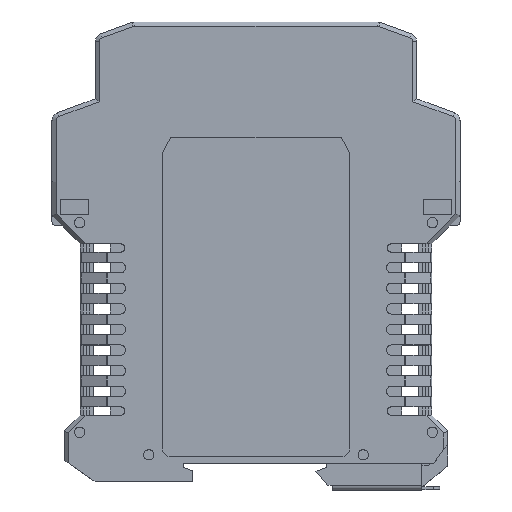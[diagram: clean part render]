
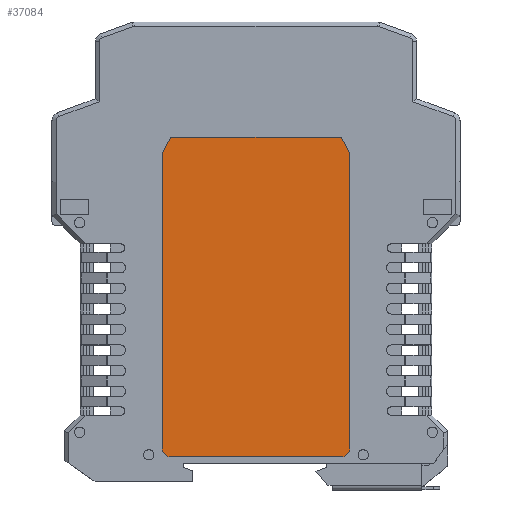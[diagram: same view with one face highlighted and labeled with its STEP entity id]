
A CAD part, top view. The second image highlights one B-rep face of the part: STEP entity #37084.
In plain terms, the highlighted planar face has unit normal (0, 0, 1).
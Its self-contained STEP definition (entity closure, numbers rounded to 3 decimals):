
#17465=DIRECTION('',(-1.,0.,0.));
#17466=VECTOR('',#17465,41.5);
#17467=CARTESIAN_POINT('',(-2467.902,-4670.233,-0.3));
#17468=LINE('',#17467,#17466);
#17469=CARTESIAN_POINT('',(-2509.402,-4668.233,-0.3));
#17470=DIRECTION('',(0.,0.,-1.));
#17471=DIRECTION('',(0.,-1.,0.));
#17472=AXIS2_PLACEMENT_3D('',#17469,#17470,#17471);
#17474=DIRECTION('',(0.,1.,0.));
#17475=VECTOR('',#17474,71.5);
#17476=CARTESIAN_POINT('',(-2511.402,-4668.233,-0.3));
#17477=LINE('',#17476,#17475);
#17478=DIRECTION('',(0.454,0.891,0.));
#17479=VECTOR('',#17478,4.489);
#17480=CARTESIAN_POINT('',(-2511.402,-4596.733,-0.3));
#17481=LINE('',#17480,#17479);
#17482=DIRECTION('',(1.,0.,0.));
#17483=VECTOR('',#17482,41.424);
#17484=CARTESIAN_POINT('',(-2509.363,-4592.733,-0.3));
#17485=LINE('',#17484,#17483);
#17486=DIRECTION('',(0.454,-0.891,0.));
#17487=VECTOR('',#17486,4.489);
#17488=CARTESIAN_POINT('',(-2467.94,-4592.733,-0.3));
#17489=LINE('',#17488,#17487);
#17490=DIRECTION('',(0.,-1.,0.));
#17491=VECTOR('',#17490,71.5);
#17492=CARTESIAN_POINT('',(-2465.902,-4596.733,-0.3));
#17493=LINE('',#17492,#17491);
#17494=CARTESIAN_POINT('',(-2467.902,-4668.233,-0.3));
#17495=DIRECTION('',(0.,0.,-1.));
#17496=DIRECTION('',(1.,0.,0.));
#17497=AXIS2_PLACEMENT_3D('',#17494,#17495,#17496);
#30285=CARTESIAN_POINT('',(-2509.363,-4592.733,-0.3));
#30286=CARTESIAN_POINT('',(-2467.94,-4592.733,-0.3));
#30287=VERTEX_POINT('',#30285);
#30288=VERTEX_POINT('',#30286);
#30519=CARTESIAN_POINT('',(-2509.402,-4670.233,-0.3));
#30520=VERTEX_POINT('',#30519);
#30644=CARTESIAN_POINT('',(-2467.902,-4670.233,-0.3));
#30646=VERTEX_POINT('',#30644);
#30657=CARTESIAN_POINT('',(-2511.402,-4668.233,-0.3));
#30658=VERTEX_POINT('',#30657);
#31163=CARTESIAN_POINT('',(-2511.402,-4596.733,-0.3));
#31164=VERTEX_POINT('',#31163);
#31995=CARTESIAN_POINT('',(-2465.902,-4596.733,-0.3));
#31996=CARTESIAN_POINT('',(-2465.902,-4668.233,-0.3));
#31997=VERTEX_POINT('',#31995);
#31998=VERTEX_POINT('',#31996);
#37062=CARTESIAN_POINT('',(0.,0.,-0.3));
#37063=DIRECTION('',(0.,0.,1.));
#37064=DIRECTION('',(1.,0.,0.));
#37065=AXIS2_PLACEMENT_3D('',#37062,#37063,#37064);
#37066=PLANE('',#37065);
#37068=ORIENTED_EDGE('',*,*,#37067,.T.);
#37070=ORIENTED_EDGE('',*,*,#37069,.T.);
#37072=ORIENTED_EDGE('',*,*,#37071,.T.);
#37074=ORIENTED_EDGE('',*,*,#37073,.T.);
#37076=ORIENTED_EDGE('',*,*,#37075,.T.);
#37078=ORIENTED_EDGE('',*,*,#37077,.T.);
#37079=ORIENTED_EDGE('',*,*,#37045,.T.);
#37081=ORIENTED_EDGE('',*,*,#37080,.T.);
#37082=EDGE_LOOP('',(#37068,#37070,#37072,#37074,#37076,#37078,#37079,#37081));
#37083=FACE_OUTER_BOUND('',#37082,.F.);
#37084=ADVANCED_FACE('',(#37083),#37066,.T.);
#17473=CIRCLE('',#17472,2.);
#17498=CIRCLE('',#17497,2.);
#37045=EDGE_CURVE('',#31997,#31998,#17493,.T.);
#37067=EDGE_CURVE('',#30646,#30520,#17468,.T.);
#37069=EDGE_CURVE('',#30520,#30658,#17473,.T.);
#37071=EDGE_CURVE('',#30658,#31164,#17477,.T.);
#37073=EDGE_CURVE('',#31164,#30287,#17481,.T.);
#37075=EDGE_CURVE('',#30287,#30288,#17485,.T.);
#37077=EDGE_CURVE('',#30288,#31997,#17489,.T.);
#37080=EDGE_CURVE('',#31998,#30646,#17498,.T.);
